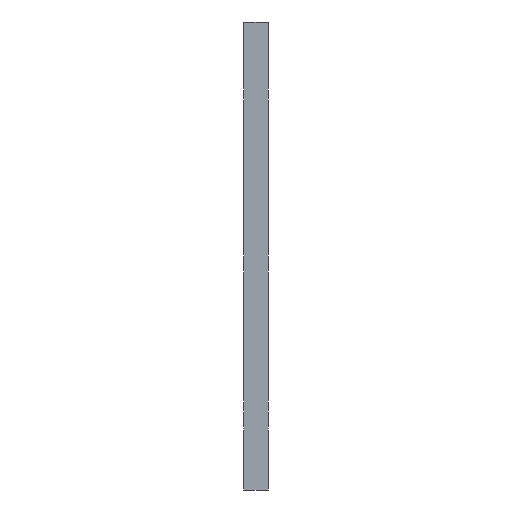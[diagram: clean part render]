
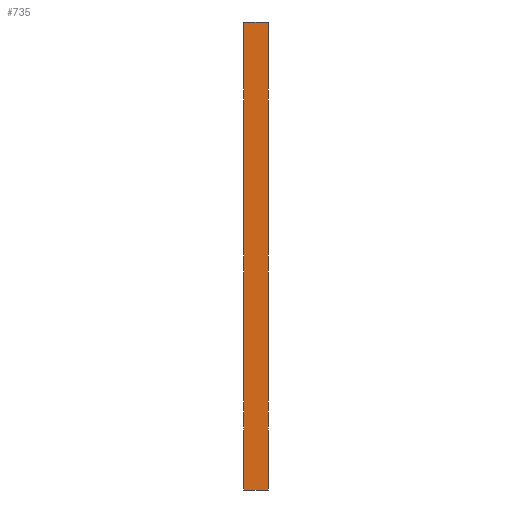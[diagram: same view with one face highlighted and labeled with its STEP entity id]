
A CAD part, front view. The second image highlights one B-rep face of the part: STEP entity #735.
In plain terms, the highlighted planar face has unit normal (0, -1, 0).
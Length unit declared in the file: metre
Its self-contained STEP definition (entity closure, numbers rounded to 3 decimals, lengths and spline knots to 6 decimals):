
#735 = ADVANCED_FACE( 'NONE', ( #2040 ), #2041, .T. );
#2040 = FACE_OUTER_BOUND( '', #3951, .T. );
#2041 = PLANE( '', #3952 );
#3951 = EDGE_LOOP( '', ( #6639, #6640, #6641, #6642 ) );
#3952 = AXIS2_PLACEMENT_3D( '', #6643, #6644, #6645 );
#6639 = ORIENTED_EDGE( '', *, *, #10720, .F. );
#6640 = ORIENTED_EDGE( '', *, *, #10721, .F. );
#6641 = ORIENTED_EDGE( '', *, *, #10067, .F. );
#6642 = ORIENTED_EDGE( '', *, *, #10722, .F. );
#6643 = CARTESIAN_POINT( '', ( 0., 0., 0. ) );
#6644 = DIRECTION( '', ( 0., -1., 0. ) );
#6645 = DIRECTION( '', ( 0., 0., -1. ) );
#10067 = EDGE_CURVE( 'NONE', #12034, #12035, #12036, .T. );
#10720 = EDGE_CURVE( 'NONE', #13186, #13187, #13188, .T. );
#10721 = EDGE_CURVE( 'NONE', #12035, #13186, #13189, .T. );
#10722 = EDGE_CURVE( 'NONE', #13187, #12034, #13190, .T. );
#12034 = VERTEX_POINT( 'NONE', #14899 );
#12035 = VERTEX_POINT( 'NONE', #14900 );
#12036 = LINE( '', #14901, #14902 );
#13186 = VERTEX_POINT( 'NONE', #16339 );
#13187 = VERTEX_POINT( 'NONE', #16340 );
#13188 = LINE( '', #16341, #16342 );
#13189 = LINE( '', #16343, #16344 );
#13190 = LINE( '', #16345, #16346 );
#14899 = CARTESIAN_POINT( '', ( -0.024, 0., -0.0455 ) );
#14900 = CARTESIAN_POINT( '', ( -0.024, 0., 0.0025 ) );
#14901 = CARTESIAN_POINT( '', ( -0.024, 0., -0.0455 ) );
#14902 = VECTOR( '', #18216, 1. );
#16339 = CARTESIAN_POINT( '', ( -0.0215, 0., 0.0025 ) );
#16340 = CARTESIAN_POINT( '', ( -0.0215, 0., -0.0455 ) );
#16341 = CARTESIAN_POINT( '', ( -0.0215, 0., 0. ) );
#16342 = VECTOR( '', #19389, 1. );
#16343 = CARTESIAN_POINT( '', ( 0.024, 0., 0.0025 ) );
#16344 = VECTOR( '', #19390, 1. );
#16345 = CARTESIAN_POINT( '', ( -0.0215, 0., -0.0455 ) );
#16346 = VECTOR( '', #19391, 1. );
#18216 = DIRECTION( '', ( 0., 0., 1. ) );
#19389 = DIRECTION( '', ( 0., 0., -1. ) );
#19390 = DIRECTION( '', ( 1., 0., 0. ) );
#19391 = DIRECTION( '', ( -1., 0., 0. ) );
